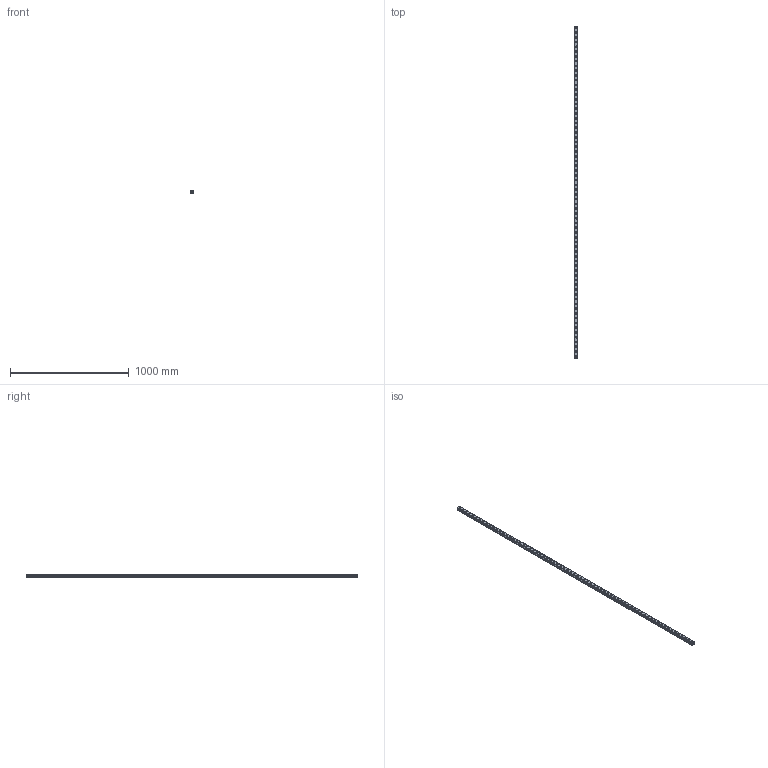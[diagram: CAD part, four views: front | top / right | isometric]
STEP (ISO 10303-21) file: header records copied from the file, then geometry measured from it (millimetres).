
FILE_DESCRIPTION(('STEP AP214'),'1');
FILE_NAME('cctmp_D2EC5299-A881-4E26-9D88-DD278F5DF33F_2021_03_11_13_14_13_0533..stp','2021-03-11T12:14:13',('HIWIN GmbH'),('CADClick - www.CADClick.com'),'Spatial InterOp 3D',' ','unknown authorization');
FILE_SCHEMA(('AUTOMOTIVE_DESIGN'));
Length unit declared in the file: millimetre
Products named in the file (1): RGR30R2790H_FILE
Bounding box: 28 x 2790 x 28 mm (x, y, z)
Volume: 1600410.4 mm3; surface area: 414172.5 mm2
Topology: 1 solids, 1 shells, 745 faces, 1587 edges, 1058 vertices
Faces by surface type: cylinder 438, plane 307
Entity records: 26481 total; most frequent: DIRECTION 3955, CARTESIAN_POINT 3391, ORIENTED_EDGE 3174, AXIS2_PLACEMENT_3D 1622, EDGE_CURVE 1587, VERTEX_POINT 1058, EDGE_LOOP 959, CIRCLE 876
